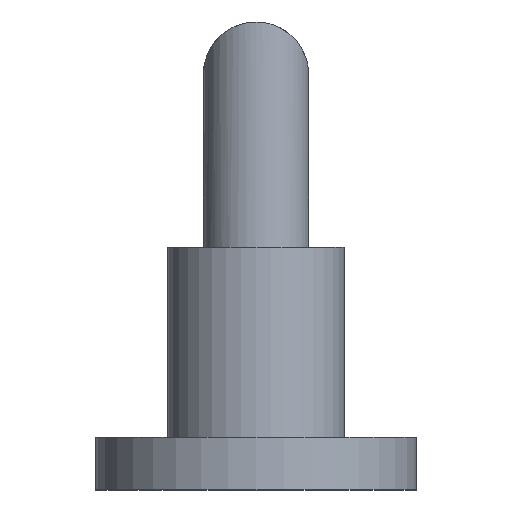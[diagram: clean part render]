
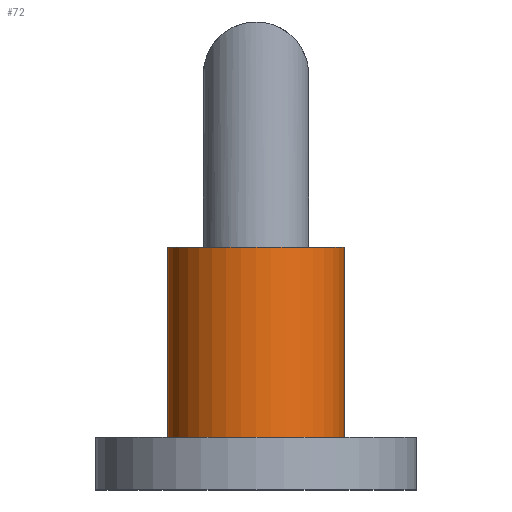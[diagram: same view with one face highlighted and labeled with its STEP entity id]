
A CAD part, left-side view. The second image highlights one B-rep face of the part: STEP entity #72.
In plain terms, the highlighted cylindrical face has radius 15.15 mm (diameter 30.3 mm), a partial arc.
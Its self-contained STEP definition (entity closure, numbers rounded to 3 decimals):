
#10 = AXIS2_PLACEMENT_3D ( 'NONE', #707, #219, #316 ) ;
#31 = VERTEX_POINT ( 'NONE', #730 ) ;
#59 = CIRCLE ( 'NONE', #381, 15.15 ) ;
#72 = ADVANCED_FACE ( 'NONE', ( #165 ), #148, .T. ) ;
#82 = ORIENTED_EDGE ( 'NONE', *, *, #108, .F. ) ;
#85 = ORIENTED_EDGE ( 'NONE', *, *, #454, .T. ) ;
#95 = ORIENTED_EDGE ( 'NONE', *, *, #627, .T. ) ;
#106 = ORIENTED_EDGE ( 'NONE', *, *, #569, .F. ) ;
#108 = EDGE_CURVE ( 'NONE', #31, #564, #231, .T. ) ;
#148 = CYLINDRICAL_SURFACE ( 'NONE', #230, 15.15 ) ;
#149 = EDGE_LOOP ( 'NONE', ( #106, #95, #85, #82 ) ) ;
#151 = LINE ( 'NONE', #674, #352 ) ;
#165 = FACE_OUTER_BOUND ( 'NONE', #149, .T. ) ;
#219 = DIRECTION ( 'NONE',  ( 0., -1., 0. ) ) ;
#230 = AXIS2_PLACEMENT_3D ( 'NONE', #723, #562, #498 ) ;
#231 = CIRCLE ( 'NONE', #10, 15.15 ) ;
#275 = LINE ( 'NONE', #611, #338 ) ;
#316 = DIRECTION ( 'NONE',  ( 0., 0., -1. ) ) ;
#338 = VECTOR ( 'NONE', #563, 1000. ) ;
#341 = VERTEX_POINT ( 'NONE', #483 ) ;
#352 = VECTOR ( 'NONE', #521, 1000. ) ;
#361 = CARTESIAN_POINT ( 'NONE',  ( 0., -41.5, -15.15 ) ) ;
#365 = VERTEX_POINT ( 'NONE', #646 ) ;
#381 = AXIS2_PLACEMENT_3D ( 'NONE', #520, #386, #477 ) ;
#386 = DIRECTION ( 'NONE',  ( 0., -1., 0. ) ) ;
#454 = EDGE_CURVE ( 'NONE', #341, #564, #275, .T. ) ;
#477 = DIRECTION ( 'NONE',  ( 0., 0., -1. ) ) ;
#483 = CARTESIAN_POINT ( 'NONE',  ( 0., -9., -15.15 ) ) ;
#498 = DIRECTION ( 'NONE',  ( 0., 0., -1. ) ) ;
#520 = CARTESIAN_POINT ( 'NONE',  ( 0., -9., 0. ) ) ;
#521 = DIRECTION ( 'NONE',  ( 0., -1., 0. ) ) ;
#562 = DIRECTION ( 'NONE',  ( 0., -1., 0. ) ) ;
#563 = DIRECTION ( 'NONE',  ( 0., -1., 0. ) ) ;
#564 = VERTEX_POINT ( 'NONE', #361 ) ;
#569 = EDGE_CURVE ( 'NONE', #365, #31, #151, .T. ) ;
#611 = CARTESIAN_POINT ( 'NONE',  ( 0., 0., -15.15 ) ) ;
#627 = EDGE_CURVE ( 'NONE', #365, #341, #59, .T. ) ;
#646 = CARTESIAN_POINT ( 'NONE',  ( 0., -9., 15.15 ) ) ;
#674 = CARTESIAN_POINT ( 'NONE',  ( 0., 0., 15.15 ) ) ;
#707 = CARTESIAN_POINT ( 'NONE',  ( 0., -41.5, 0. ) ) ;
#723 = CARTESIAN_POINT ( 'NONE',  ( 0., 0., 0. ) ) ;
#730 = CARTESIAN_POINT ( 'NONE',  ( 0., -41.5, 15.15 ) ) ;
